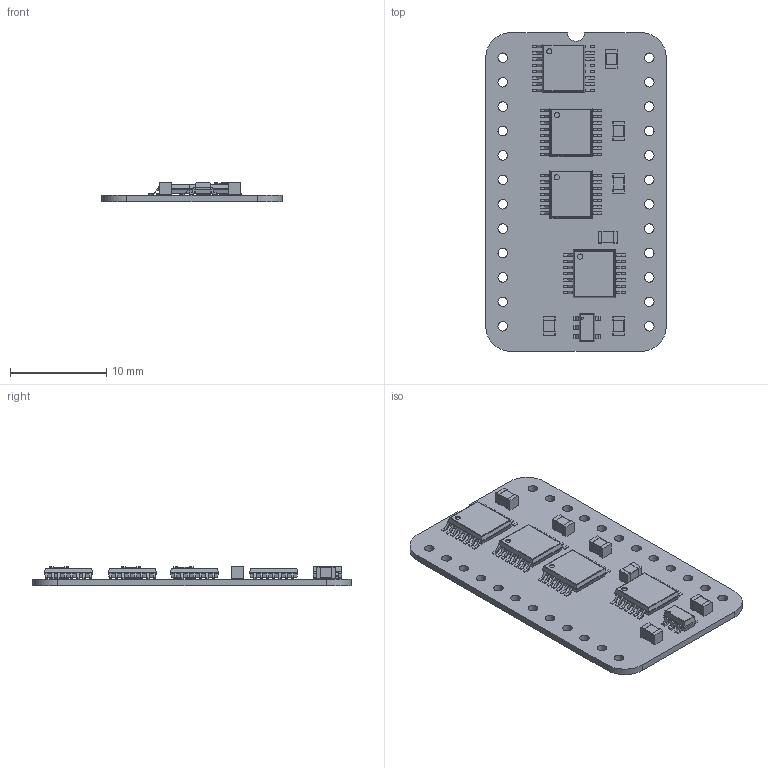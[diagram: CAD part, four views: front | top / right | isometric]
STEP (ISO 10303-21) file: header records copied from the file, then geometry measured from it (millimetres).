
FILE_DESCRIPTION(('KiCad electronic assembly'),'2;1');
FILE_NAME('Video Row Latch.step','2024-09-02T12:01:57',('Pcbnew'),( 'Kicad'),'Open CASCADE STEP processor 7.8','KiCad to STEP converter' ,'Unknown');
FILE_SCHEMA(('AUTOMOTIVE_DESIGN { 1 0 10303 214 1 1 1 1 }'));
Length unit declared in the file: millimetre
Products named in the file (10): Video Row Latch 1; C_0805_2012Metric; 74LVC74APW,118; ASSEMBLY; MC74VHC139DR2G; AP7365-33WG-7; Video Row Latch_PCB
Assembly tree (16 placements, depth 3):
  Video Row Latch 1
    C_0805_2012Metric  x6
      C_0805_2012Metric
    74LVC74APW,118  x2
      ASSEMBLY
    MC74VHC139DR2G  x2
      ASSEMBLY
    AP7365-33WG-7
      ASSEMBLY
    Video Row Latch_PCB
Bounding box: 18.8 x 33.17 x 2.05 mm (x, y, z)
Volume: 528.1 mm3; surface area: 1714.1 mm2
Topology: 77 solids, 77 shells, 1169 faces, 2914 edges, 1916 vertices
Faces by surface type: plane 828, cylinder 341
Full cylindrical faces by diameter (mm): 0.2 x1, 0.55 x4, 1 x24
Entity records: 17927 total; most frequent: CARTESIAN_POINT 3042, DIRECTION 3008, ORIENTED_EDGE 2940, EDGE_CURVE 1470, LINE 1148, VECTOR 1148, VERTEX_POINT 964, AXIS2_PLACEMENT_3D 930
